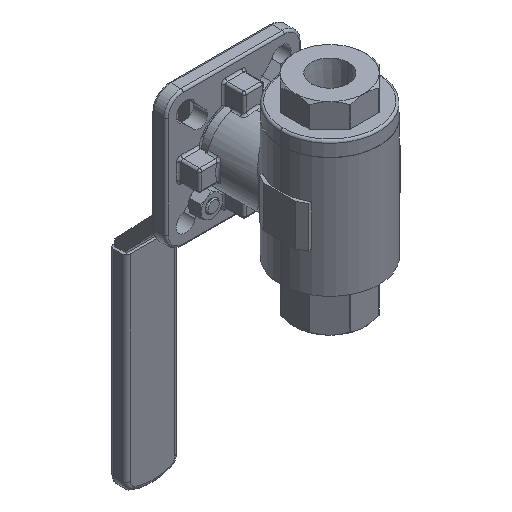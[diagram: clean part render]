
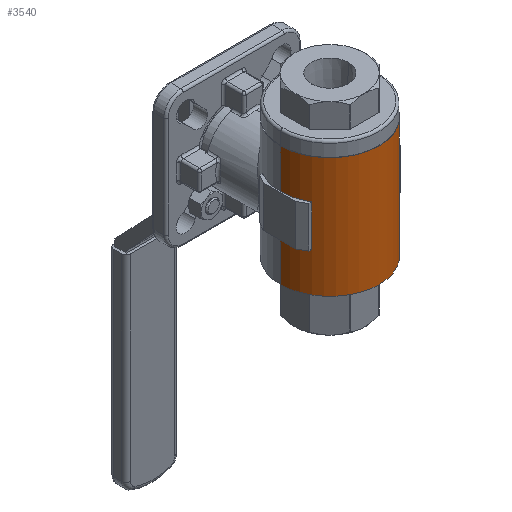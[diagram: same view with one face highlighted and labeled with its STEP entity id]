
A CAD part, isometric view. The second image highlights one B-rep face of the part: STEP entity #3540.
In plain terms, the highlighted cylindrical face has radius 18.288 mm (diameter 36.576 mm), a partial arc.
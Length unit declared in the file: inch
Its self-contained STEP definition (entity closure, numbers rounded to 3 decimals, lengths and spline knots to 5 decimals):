
#7 = DIRECTION ( 'NONE',  ( 0., 0., 1. ) ) ;
#27 = EDGE_CURVE ( 'NONE', #5206, #8082, #2766, .T. ) ;
#123 = DIRECTION ( 'NONE',  ( 0., 0., -1. ) ) ;
#257 = VERTEX_POINT ( 'NONE', #3328 ) ;
#325 = DIRECTION ( 'NONE',  ( 0., 0., -1. ) ) ;
#506 = VERTEX_POINT ( 'NONE', #11692 ) ;
#529 = CARTESIAN_POINT ( 'NONE',  ( 0., 0., 0.875 ) ) ;
#594 = CIRCLE ( 'NONE', #5591, 0.72 ) ;
#1001 = VECTOR ( 'NONE', #2495, 39.37008 ) ;
#1016 = ORIENTED_EDGE ( 'NONE', *, *, #2134, .F. ) ;
#1055 = VERTEX_POINT ( 'NONE', #9900 ) ;
#1115 = EDGE_CURVE ( 'NONE', #5206, #6486, #9594, .T. ) ;
#1316 = LINE ( 'NONE', #9875, #8763 ) ;
#1401 = CARTESIAN_POINT ( 'NONE',  ( -0.72, 0., -0.3 ) ) ;
#1452 = CARTESIAN_POINT ( 'NONE',  ( -0.72, 0., 0.875 ) ) ;
#1585 = FACE_OUTER_BOUND ( 'NONE', #11755, .T. ) ;
#1631 = EDGE_CURVE ( 'NONE', #506, #4826, #7431, .T. ) ;
#1854 = EDGE_CURVE ( 'NONE', #6486, #4102, #1316, .T. ) ;
#1881 = CARTESIAN_POINT ( 'NONE',  ( 0., 0., -0.3 ) ) ;
#2134 = EDGE_CURVE ( 'NONE', #13794, #8082, #594, .T. ) ;
#2432 = ORIENTED_EDGE ( 'NONE', *, *, #4546, .T. ) ;
#2495 = DIRECTION ( 'NONE',  ( 0., 0., 1. ) ) ;
#2727 = ORIENTED_EDGE ( 'NONE', *, *, #7630, .T. ) ;
#2766 = LINE ( 'NONE', #11447, #1001 ) ;
#2805 = CIRCLE ( 'NONE', #6676, 0.72 ) ;
#2930 = CIRCLE ( 'NONE', #4735, 0.72 ) ;
#3047 = DIRECTION ( 'NONE',  ( 0., 0., -1. ) ) ;
#3066 = CARTESIAN_POINT ( 'NONE',  ( 0., 0., 0.875 ) ) ;
#3328 = CARTESIAN_POINT ( 'NONE',  ( -0.72, 0., 0.3 ) ) ;
#3352 = CIRCLE ( 'NONE', #10398, 0.72 ) ;
#3439 = CARTESIAN_POINT ( 'NONE',  ( 0.62891, -0.35052, -0.3 ) ) ;
#3540 = ADVANCED_FACE ( 'NONE', ( #1585 ), #10266, .T. ) ;
#3562 = CARTESIAN_POINT ( 'NONE',  ( 0.72, 0., 0.875 ) ) ;
#3636 = CIRCLE ( 'NONE', #11575, 0.72 ) ;
#3795 = DIRECTION ( 'NONE',  ( -1., 0., 0. ) ) ;
#3817 = CARTESIAN_POINT ( 'NONE',  ( 0., 0., -0.875 ) ) ;
#3838 = CARTESIAN_POINT ( 'NONE',  ( 0., 0., -0.3 ) ) ;
#3894 = CARTESIAN_POINT ( 'NONE',  ( 0.72, 0., -0.875 ) ) ;
#3949 = CARTESIAN_POINT ( 'NONE',  ( 0., 0., 0.3 ) ) ;
#3954 = DIRECTION ( 'NONE',  ( 0., 0., 1. ) ) ;
#4102 = VERTEX_POINT ( 'NONE', #3894 ) ;
#4192 = CARTESIAN_POINT ( 'NONE',  ( 0.62891, -0.35052, 0.3 ) ) ;
#4237 = DIRECTION ( 'NONE',  ( -1., 0., 0. ) ) ;
#4337 = ORIENTED_EDGE ( 'NONE', *, *, #10878, .F. ) ;
#4531 = AXIS2_PLACEMENT_3D ( 'NONE', #529, #4859, #3795 ) ;
#4546 = EDGE_CURVE ( 'NONE', #1055, #257, #5878, .T. ) ;
#4735 = AXIS2_PLACEMENT_3D ( 'NONE', #1881, #5371, #12626 ) ;
#4826 = VERTEX_POINT ( 'NONE', #10994 ) ;
#4859 = DIRECTION ( 'NONE',  ( 0., 0., -1. ) ) ;
#5206 = VERTEX_POINT ( 'NONE', #3439 ) ;
#5238 = VECTOR ( 'NONE', #325, 39.37008 ) ;
#5275 = AXIS2_PLACEMENT_3D ( 'NONE', #3838, #6905, #10306 ) ;
#5371 = DIRECTION ( 'NONE',  ( 0., 0., 1. ) ) ;
#5394 = EDGE_CURVE ( 'NONE', #4826, #257, #3352, .T. ) ;
#5482 = ORIENTED_EDGE ( 'NONE', *, *, #12162, .T. ) ;
#5591 = AXIS2_PLACEMENT_3D ( 'NONE', #3949, #13997, #4237 ) ;
#5626 = DIRECTION ( 'NONE',  ( 0., 0., -1. ) ) ;
#5722 = ORIENTED_EDGE ( 'NONE', *, *, #11481, .F. ) ;
#5878 = LINE ( 'NONE', #1452, #5238 ) ;
#6243 = DIRECTION ( 'NONE',  ( 1., 0., 0. ) ) ;
#6286 = CARTESIAN_POINT ( 'NONE',  ( 0.72, 0., -0.3 ) ) ;
#6486 = VERTEX_POINT ( 'NONE', #6286 ) ;
#6676 = AXIS2_PLACEMENT_3D ( 'NONE', #3817, #3954, #6243 ) ;
#6824 = ORIENTED_EDGE ( 'NONE', *, *, #6947, .F. ) ;
#6896 = CARTESIAN_POINT ( 'NONE',  ( -0.72, 0., -0.875 ) ) ;
#6905 = DIRECTION ( 'NONE',  ( 0., 0., 1. ) ) ;
#6928 = ORIENTED_EDGE ( 'NONE', *, *, #1854, .F. ) ;
#6947 = EDGE_CURVE ( 'NONE', #1055, #10775, #3636, .T. ) ;
#7279 = VERTEX_POINT ( 'NONE', #6896 ) ;
#7431 = LINE ( 'NONE', #13700, #10804 ) ;
#7552 = CARTESIAN_POINT ( 'NONE',  ( 0.72, 0., 0.3 ) ) ;
#7630 = EDGE_CURVE ( 'NONE', #12819, #7279, #13702, .T. ) ;
#7699 = CARTESIAN_POINT ( 'NONE',  ( 0.72, 0., 0.875 ) ) ;
#8082 = VERTEX_POINT ( 'NONE', #4192 ) ;
#8467 = ORIENTED_EDGE ( 'NONE', *, *, #1631, .F. ) ;
#8763 = VECTOR ( 'NONE', #123, 39.37008 ) ;
#9240 = DIRECTION ( 'NONE',  ( -1., 0., 0. ) ) ;
#9257 = ORIENTED_EDGE ( 'NONE', *, *, #27, .T. ) ;
#9333 = DIRECTION ( 'NONE',  ( 0., 0., 1. ) ) ;
#9594 = CIRCLE ( 'NONE', #5275, 0.72 ) ;
#9875 = CARTESIAN_POINT ( 'NONE',  ( 0.72, 0., 0.875 ) ) ;
#9900 = CARTESIAN_POINT ( 'NONE',  ( -0.72, 0., 0.875 ) ) ;
#10266 = CYLINDRICAL_SURFACE ( 'NONE', #4531, 0.72 ) ;
#10306 = DIRECTION ( 'NONE',  ( 1., 0., 0. ) ) ;
#10398 = AXIS2_PLACEMENT_3D ( 'NONE', #13602, #3047, #9240 ) ;
#10417 = DIRECTION ( 'NONE',  ( 0., 0., -1. ) ) ;
#10775 = VERTEX_POINT ( 'NONE', #3562 ) ;
#10804 = VECTOR ( 'NONE', #9333, 39.37008 ) ;
#10807 = ORIENTED_EDGE ( 'NONE', *, *, #5394, .F. ) ;
#10878 = EDGE_CURVE ( 'NONE', #12819, #506, #2930, .T. ) ;
#10994 = CARTESIAN_POINT ( 'NONE',  ( -0.62354, -0.36, 0.3 ) ) ;
#11036 = LINE ( 'NONE', #7699, #13147 ) ;
#11447 = CARTESIAN_POINT ( 'NONE',  ( 0.62891, -0.35052, 0. ) ) ;
#11481 = EDGE_CURVE ( 'NONE', #10775, #13794, #11036, .T. ) ;
#11483 = CARTESIAN_POINT ( 'NONE',  ( -0.72, 0., 0.875 ) ) ;
#11575 = AXIS2_PLACEMENT_3D ( 'NONE', #3066, #7, #13019 ) ;
#11692 = CARTESIAN_POINT ( 'NONE',  ( -0.62354, -0.36, -0.3 ) ) ;
#11755 = EDGE_LOOP ( 'NONE', ( #5722, #6824, #2432, #10807, #8467, #4337, #2727, #5482, #6928, #13054, #9257, #1016 ) ) ;
#12162 = EDGE_CURVE ( 'NONE', #7279, #4102, #2805, .T. ) ;
#12234 = VECTOR ( 'NONE', #10417, 39.37008 ) ;
#12626 = DIRECTION ( 'NONE',  ( 1., 0., 0. ) ) ;
#12819 = VERTEX_POINT ( 'NONE', #1401 ) ;
#13019 = DIRECTION ( 'NONE',  ( 1., 0., 0. ) ) ;
#13054 = ORIENTED_EDGE ( 'NONE', *, *, #1115, .F. ) ;
#13147 = VECTOR ( 'NONE', #5626, 39.37008 ) ;
#13602 = CARTESIAN_POINT ( 'NONE',  ( 0., 0., 0.3 ) ) ;
#13700 = CARTESIAN_POINT ( 'NONE',  ( -0.62354, -0.36, 0.875 ) ) ;
#13702 = LINE ( 'NONE', #11483, #12234 ) ;
#13794 = VERTEX_POINT ( 'NONE', #7552 ) ;
#13997 = DIRECTION ( 'NONE',  ( 0., 0., -1. ) ) ;
